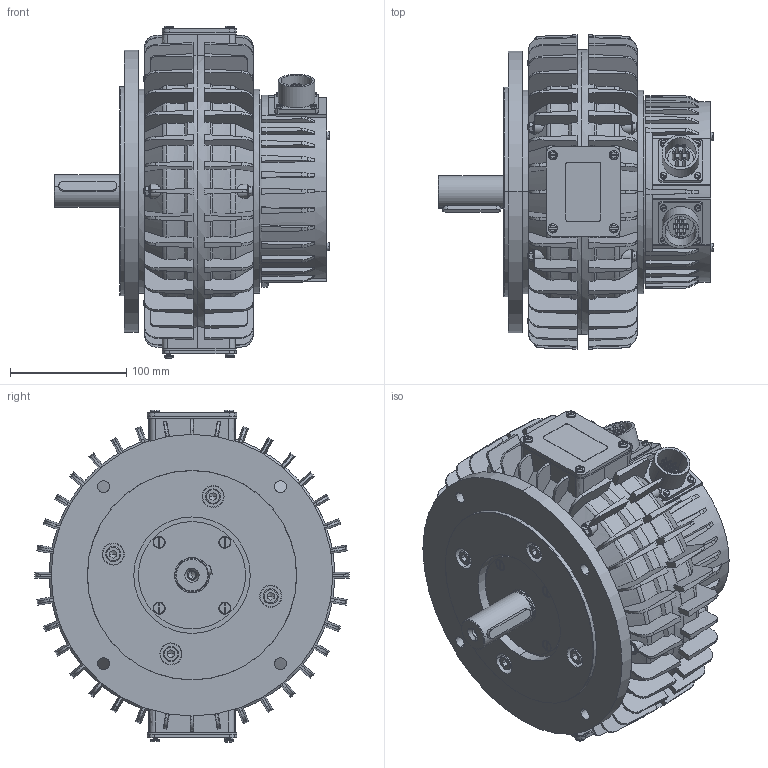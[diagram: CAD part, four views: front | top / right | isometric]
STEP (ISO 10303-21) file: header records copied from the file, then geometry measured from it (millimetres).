
FILE_DESCRIPTION((''),'2;1');
FILE_NAME('Pieza2.stp','2013-11-19T12:43:39',('arodrigo'),(''),'Autodesk Inventor 9','Autodesk Inventor 9','');
FILE_SCHEMA(('AUTOMOTIVE_DESIGN { 1 0 10303 214 1 1 1 1 }'));
Length unit declared in the file: millimetre
Products named in the file (1): Pieza4
Bounding box: 236.95 x 269.99 x 285.2 mm (x, y, z)
Volume: 6452351.2 mm3; surface area: 394539.4 mm2
Topology: 1 solids, 21 shells, 1836 faces, 5088 edges, 3385 vertices
Faces by surface type: plane 608, cylinder 426, bspline 344, cone 292, torus 124, sphere 42
Full cylindrical faces by diameter (mm): 5 x4
Entity records: 72440 total; most frequent: CARTESIAN_POINT 28358, ORIENTED_EDGE 10030, DIRECTION 8471, EDGE_CURVE 5015, AXIS2_PLACEMENT_3D 3524, VERTEX_POINT 3364, EDGE_LOOP 2027, FACE_OUTER_BOUND 1836
